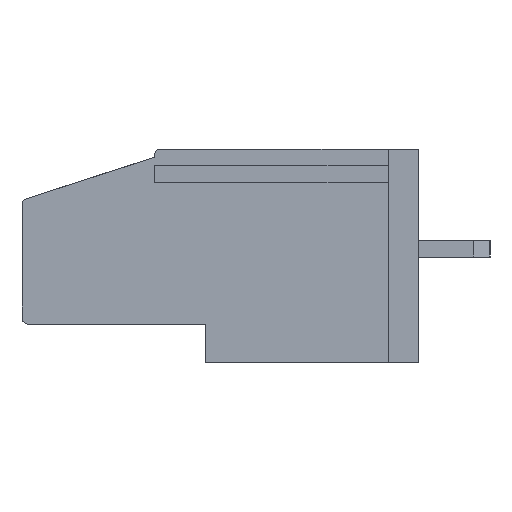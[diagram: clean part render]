
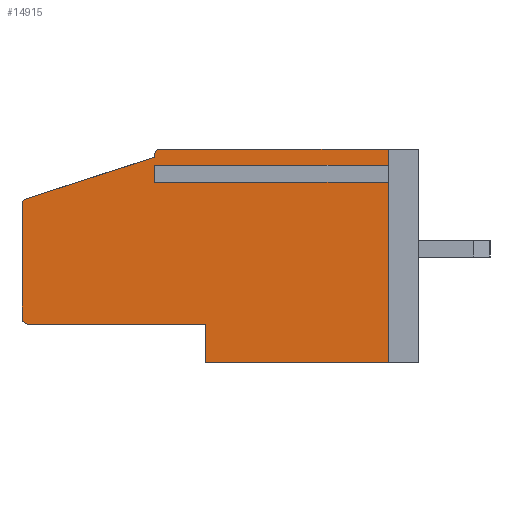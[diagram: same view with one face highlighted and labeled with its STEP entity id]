
A CAD part, left-side view. The second image highlights one B-rep face of the part: STEP entity #14915.
In plain terms, the highlighted planar face has unit normal (-1, 0, 0).
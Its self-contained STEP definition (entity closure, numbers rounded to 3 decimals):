
#234 = PLANE ( 'NONE',  #23226 ) ;
#382 = LINE ( 'NONE', #17821, #40039 ) ;
#1664 = EDGE_CURVE ( 'NONE', #42127, #19946, #15787, .T. ) ;
#1825 = EDGE_CURVE ( 'NONE', #26035, #42127, #41830, .T. ) ;
#1949 = VERTEX_POINT ( 'NONE', #39144 ) ;
#2410 = CARTESIAN_POINT ( 'NONE',  ( 0., 19.5, 8. ) ) ;
#3449 = LINE ( 'NONE', #17100, #5936 ) ;
#3568 = CARTESIAN_POINT ( 'NONE',  ( 0., 19.5, 10.5 ) ) ;
#3773 = DIRECTION ( 'NONE',  ( -1., 0., 0. ) ) ;
#3823 = CARTESIAN_POINT ( 'NONE',  ( 0., 1.5, 0. ) ) ;
#5936 = VECTOR ( 'NONE', #40916, 1000. ) ;
#6987 = DIRECTION ( 'NONE',  ( 0., 1., 0. ) ) ;
#7339 = ORIENTED_EDGE ( 'NONE', *, *, #31580, .T. ) ;
#7351 = DIRECTION ( 'NONE',  ( 1., 0., 0. ) ) ;
#7451 = ORIENTED_EDGE ( 'NONE', *, *, #38012, .F. ) ;
#7881 = CARTESIAN_POINT ( 'NONE',  ( 0., 13., 9.502 ) ) ;
#8837 = DIRECTION ( 'NONE',  ( 0., 0., -1. ) ) ;
#8953 = DIRECTION ( 'NONE',  ( -1., 0., 0. ) ) ;
#9534 = ORIENTED_EDGE ( 'NONE', *, *, #18598, .F. ) ;
#9581 = CARTESIAN_POINT ( 'NONE',  ( 0., 10.5, 1.9 ) ) ;
#9720 = CARTESIAN_POINT ( 'NONE',  ( 0., 13., 10.2 ) ) ;
#10100 = CARTESIAN_POINT ( 'NONE',  ( 0., 19.5, 10.5 ) ) ;
#10283 = EDGE_CURVE ( 'NONE', #14439, #28890, #20066, .T. ) ;
#10450 = EDGE_CURVE ( 'NONE', #37530, #17322, #382, .T. ) ;
#11264 = CARTESIAN_POINT ( 'NONE',  ( 0., 19.5, 10.5 ) ) ;
#12023 = ORIENTED_EDGE ( 'NONE', *, *, #32359, .F. ) ;
#12894 = DIRECTION ( 'NONE',  ( 0., 0., -1. ) ) ;
#13412 = VERTEX_POINT ( 'NONE', #15247 ) ;
#13889 = EDGE_CURVE ( 'NONE', #32217, #14266, #3449, .T. ) ;
#14190 = CARTESIAN_POINT ( 'NONE',  ( 0., 12.7, 10.5 ) ) ;
#14266 = VERTEX_POINT ( 'NONE', #3823 ) ;
#14439 = VERTEX_POINT ( 'NONE', #23996 ) ;
#14915 = ADVANCED_FACE ( 'NONE', ( #36396 ), #234, .F. ) ;
#15151 = ORIENTED_EDGE ( 'NONE', *, *, #1825, .F. ) ;
#15247 = CARTESIAN_POINT ( 'NONE',  ( 0., 10.5, 1.9 ) ) ;
#15331 = CARTESIAN_POINT ( 'NONE',  ( 0., 19.2, 1.9 ) ) ;
#15351 = CARTESIAN_POINT ( 'NONE',  ( 0., 1.5, 10.5 ) ) ;
#15485 = CARTESIAN_POINT ( 'NONE',  ( 0., 19.2, 7.782 ) ) ;
#15787 = LINE ( 'NONE', #15351, #22431 ) ;
#16026 = CARTESIAN_POINT ( 'NONE',  ( 0., 13., 9.502 ) ) ;
#16275 = LINE ( 'NONE', #33645, #30630 ) ;
#16295 = LINE ( 'NONE', #9581, #39155 ) ;
#16447 = VECTOR ( 'NONE', #8837, 1000. ) ;
#17100 = CARTESIAN_POINT ( 'NONE',  ( 0., 19.5, 0. ) ) ;
#17183 = CARTESIAN_POINT ( 'NONE',  ( 0., 10.5, 0. ) ) ;
#17322 = VERTEX_POINT ( 'NONE', #43276 ) ;
#17388 = EDGE_CURVE ( 'NONE', #32217, #13412, #16295, .T. ) ;
#17428 = DIRECTION ( 'NONE',  ( 0., 0., -1. ) ) ;
#17821 = CARTESIAN_POINT ( 'NONE',  ( 0., 13., 9.098 ) ) ;
#18247 = AXIS2_PLACEMENT_3D ( 'NONE', #29290, #8953, #26397 ) ;
#18283 = CARTESIAN_POINT ( 'NONE',  ( 0., 1.5, 9.502 ) ) ;
#18598 = EDGE_CURVE ( 'NONE', #1949, #26361, #27118, .T. ) ;
#19939 = VECTOR ( 'NONE', #29637, 1000. ) ;
#19946 = VERTEX_POINT ( 'NONE', #18283 ) ;
#20066 = LINE ( 'NONE', #2410, #22319 ) ;
#20208 = CARTESIAN_POINT ( 'NONE',  ( 0., 13., 9.098 ) ) ;
#21697 = VERTEX_POINT ( 'NONE', #7881 ) ;
#21853 = CARTESIAN_POINT ( 'NONE',  ( 0., 13., 10.1 ) ) ;
#22319 = VECTOR ( 'NONE', #23207, 1000. ) ;
#22431 = VECTOR ( 'NONE', #12894, 1000. ) ;
#22538 = ORIENTED_EDGE ( 'NONE', *, *, #10283, .F. ) ;
#22944 = VECTOR ( 'NONE', #23774, 1000. ) ;
#23207 = DIRECTION ( 'NONE',  ( 0., -0.952, 0.307 ) ) ;
#23226 = AXIS2_PLACEMENT_3D ( 'NONE', #3568, #7351, #27478 ) ;
#23585 = AXIS2_PLACEMENT_3D ( 'NONE', #41029, #3773, #17428 ) ;
#23774 = DIRECTION ( 'NONE',  ( 0., 0., 1. ) ) ;
#23996 = CARTESIAN_POINT ( 'NONE',  ( 0., 19.292, 8.067 ) ) ;
#24931 = DIRECTION ( 'NONE',  ( 0., -1., 0. ) ) ;
#24943 = ORIENTED_EDGE ( 'NONE', *, *, #43756, .T. ) ;
#25110 = ORIENTED_EDGE ( 'NONE', *, *, #27983, .F. ) ;
#25634 = VECTOR ( 'NONE', #31685, 1000. ) ;
#25657 = CIRCLE ( 'NONE', #43453, 0.3 ) ;
#25904 = CARTESIAN_POINT ( 'NONE',  ( 0., 19.5, 7.782 ) ) ;
#26035 = VERTEX_POINT ( 'NONE', #14190 ) ;
#26361 = VERTEX_POINT ( 'NONE', #25904 ) ;
#26397 = DIRECTION ( 'NONE',  ( 0., 0., -1. ) ) ;
#26889 = ORIENTED_EDGE ( 'NONE', *, *, #44010, .T. ) ;
#27118 = LINE ( 'NONE', #10100, #22944 ) ;
#27331 = LINE ( 'NONE', #40892, #38000 ) ;
#27478 = DIRECTION ( 'NONE',  ( 0., 0., -1. ) ) ;
#27550 = ORIENTED_EDGE ( 'NONE', *, *, #13889, .T. ) ;
#27697 = ORIENTED_EDGE ( 'NONE', *, *, #40299, .F. ) ;
#27983 = EDGE_CURVE ( 'NONE', #13412, #29983, #27331, .T. ) ;
#28201 = ORIENTED_EDGE ( 'NONE', *, *, #10450, .F. ) ;
#28890 = VERTEX_POINT ( 'NONE', #21853 ) ;
#28934 = ORIENTED_EDGE ( 'NONE', *, *, #17388, .F. ) ;
#28976 = CARTESIAN_POINT ( 'NONE',  ( 0., 1.5, 10.5 ) ) ;
#29107 = DIRECTION ( 'NONE',  ( -1., 0., 0. ) ) ;
#29290 = CARTESIAN_POINT ( 'NONE',  ( 0., 12.7, 10.2 ) ) ;
#29637 = DIRECTION ( 'NONE',  ( 0., -1., 0. ) ) ;
#29896 = DIRECTION ( 'NONE',  ( 0., 0., 1. ) ) ;
#29983 = VERTEX_POINT ( 'NONE', #15331 ) ;
#30630 = VECTOR ( 'NONE', #40107, 1000. ) ;
#30661 = CIRCLE ( 'NONE', #23585, 0.3 ) ;
#30884 = ORIENTED_EDGE ( 'NONE', *, *, #35361, .T. ) ;
#31580 = EDGE_CURVE ( 'NONE', #21697, #19946, #32970, .T. ) ;
#31685 = DIRECTION ( 'NONE',  ( 0., 0., -1. ) ) ;
#32217 = VERTEX_POINT ( 'NONE', #17183 ) ;
#32359 = EDGE_CURVE ( 'NONE', #17322, #14266, #39841, .T. ) ;
#32381 = VECTOR ( 'NONE', #24931, 1000. ) ;
#32765 = VERTEX_POINT ( 'NONE', #9720 ) ;
#32970 = LINE ( 'NONE', #16026, #19939 ) ;
#33645 = CARTESIAN_POINT ( 'NONE',  ( 0., 13., 10.1 ) ) ;
#34503 = DIRECTION ( 'NONE',  ( 0., -1., 0. ) ) ;
#34823 = CARTESIAN_POINT ( 'NONE',  ( 0., 13., 9.502 ) ) ;
#35361 = EDGE_CURVE ( 'NONE', #26035, #32765, #36007, .T. ) ;
#35475 = LINE ( 'NONE', #34823, #25634 ) ;
#36007 = CIRCLE ( 'NONE', #18247, 0.3 ) ;
#36396 = FACE_OUTER_BOUND ( 'NONE', #43837, .T. ) ;
#37530 = VERTEX_POINT ( 'NONE', #20208 ) ;
#37778 = ORIENTED_EDGE ( 'NONE', *, *, #1664, .F. ) ;
#38000 = VECTOR ( 'NONE', #6987, 1000. ) ;
#38012 = EDGE_CURVE ( 'NONE', #21697, #37530, #35475, .T. ) ;
#38490 = CARTESIAN_POINT ( 'NONE',  ( 0., 1.5, 10.5 ) ) ;
#39144 = CARTESIAN_POINT ( 'NONE',  ( 0., 19.5, 2.2 ) ) ;
#39155 = VECTOR ( 'NONE', #29896, 1000. ) ;
#39841 = LINE ( 'NONE', #28976, #16447 ) ;
#40039 = VECTOR ( 'NONE', #34503, 1000. ) ;
#40107 = DIRECTION ( 'NONE',  ( 0., 0., 1. ) ) ;
#40299 = EDGE_CURVE ( 'NONE', #28890, #32765, #16275, .T. ) ;
#40892 = CARTESIAN_POINT ( 'NONE',  ( 0., 19.5, 1.9 ) ) ;
#40916 = DIRECTION ( 'NONE',  ( 0., -1., 0. ) ) ;
#41029 = CARTESIAN_POINT ( 'NONE',  ( 0., 19.2, 2.2 ) ) ;
#41830 = LINE ( 'NONE', #11264, #32381 ) ;
#42127 = VERTEX_POINT ( 'NONE', #38490 ) ;
#42692 = DIRECTION ( 'NONE',  ( 0., 0., -1. ) ) ;
#43276 = CARTESIAN_POINT ( 'NONE',  ( 0., 1.5, 9.098 ) ) ;
#43453 = AXIS2_PLACEMENT_3D ( 'NONE', #15485, #29107, #42692 ) ;
#43756 = EDGE_CURVE ( 'NONE', #14439, #26361, #25657, .T. ) ;
#43837 = EDGE_LOOP ( 'NONE', ( #9534, #26889, #25110, #28934, #27550, #12023, #28201, #7451, #7339, #37778, #15151, #30884, #27697, #22538, #24943 ) ) ;
#44010 = EDGE_CURVE ( 'NONE', #1949, #29983, #30661, .T. ) ;
